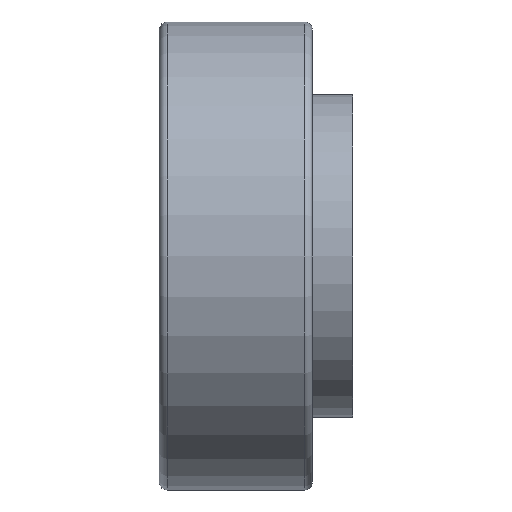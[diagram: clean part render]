
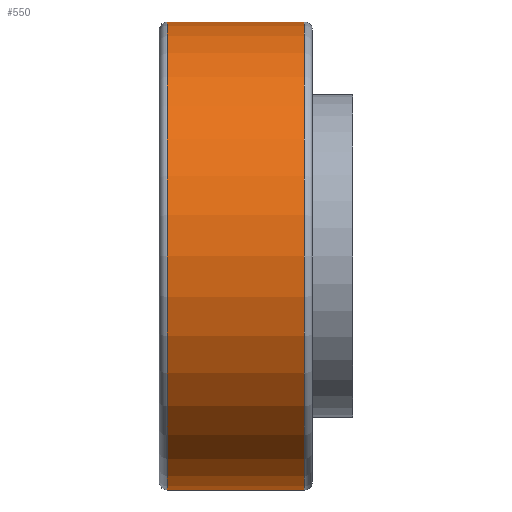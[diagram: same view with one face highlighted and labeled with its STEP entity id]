
A CAD part, front view. The second image highlights one B-rep face of the part: STEP entity #550.
In plain terms, the highlighted cylindrical face has radius 29 mm (diameter 58 mm), a full revolution.
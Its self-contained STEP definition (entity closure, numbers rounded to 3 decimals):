
#550=ADVANCED_FACE('',(#685,#687),#689,.T.);
#685=FACE_OUTER_BOUND('',#686,.T.);
#686=EDGE_LOOP('',(#749));
#687=FACE_OUTER_BOUND('',#688,.T.);
#688=EDGE_LOOP('',(#750));
#689=CYLINDRICAL_SURFACE('',#690,29.);
#690=AXIS2_PLACEMENT_3D('',#691,#692,#693);
#691=CARTESIAN_POINT('',(0.,0.,0.));
#692=DIRECTION('',(1.,0.,0.));
#693=DIRECTION('',(0.,1.,0.));
#749=ORIENTED_EDGE('',*,*,#772,.F.);
#750=ORIENTED_EDGE('',*,*,#773,.T.);
#772=EDGE_CURVE('',#805,#805,#806,.T.);
#773=EDGE_CURVE('',#807,#807,#808,.T.);
#805=VERTEX_POINT('',#886);
#806=CIRCLE('',#887,29.);
#807=VERTEX_POINT('',#891);
#808=CIRCLE('',#892,29.);
#886=CARTESIAN_POINT('',(18.,29.,0.));
#887=AXIS2_PLACEMENT_3D('',#888,#889,#890);
#888=CARTESIAN_POINT('',(18.,0.,0.));
#889=DIRECTION('',(1.,0.,0.));
#890=DIRECTION('',(0.,1.,0.));
#891=CARTESIAN_POINT('',(1.,29.,0.));
#892=AXIS2_PLACEMENT_3D('',#893,#894,#895);
#893=CARTESIAN_POINT('',(1.,0.,0.));
#894=DIRECTION('',(1.,0.,0.));
#895=DIRECTION('',(0.,1.,0.));
